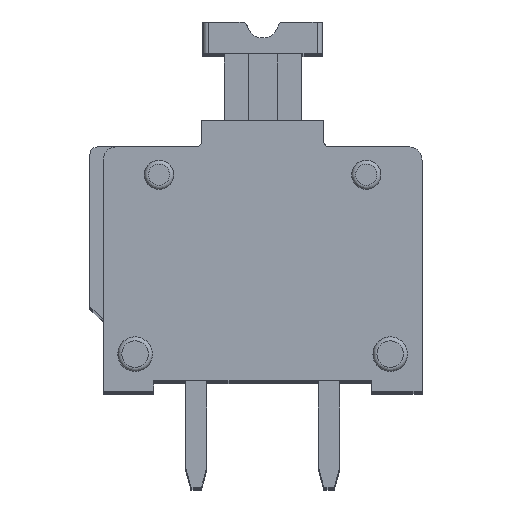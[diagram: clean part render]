
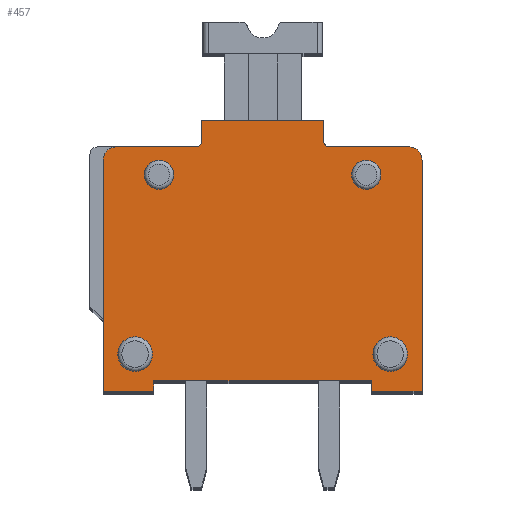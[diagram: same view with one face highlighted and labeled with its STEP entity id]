
A CAD part, top view. The second image highlights one B-rep face of the part: STEP entity #457.
In plain terms, the highlighted planar face has unit normal (0, 0, 1).
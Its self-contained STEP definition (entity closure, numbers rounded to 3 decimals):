
#457 = ADVANCED_FACE( '', ( #881, #882, #883, #884, #885 ), #886, .T. );
#881 = FACE_OUTER_BOUND( '', #1355, .T. );
#882 = FACE_BOUND( '', #1356, .T. );
#883 = FACE_BOUND( '', #1357, .T. );
#884 = FACE_BOUND( '', #1358, .T. );
#885 = FACE_BOUND( '', #1359, .T. );
#886 = PLANE( '', #1360 );
#1355 = EDGE_LOOP( '', ( #2053, #2054, #2055, #2056, #2057, #2058, #2059, #2060, #2061, #2062, #2063, #2064, #2065, #2066, #2067, #2068 ) );
#1356 = EDGE_LOOP( '', ( #2069 ) );
#1357 = EDGE_LOOP( '', ( #2070 ) );
#1358 = EDGE_LOOP( '', ( #2071 ) );
#1359 = EDGE_LOOP( '', ( #2072 ) );
#1360 = AXIS2_PLACEMENT_3D( '', #2073, #2074, #2075 );
#2053 = ORIENTED_EDGE( '', *, *, #3137, .T. );
#2054 = ORIENTED_EDGE( '', *, *, #3138, .T. );
#2055 = ORIENTED_EDGE( '', *, *, #3139, .F. );
#2056 = ORIENTED_EDGE( '', *, *, #3140, .F. );
#2057 = ORIENTED_EDGE( '', *, *, #3141, .F. );
#2058 = ORIENTED_EDGE( '', *, *, #3099, .T. );
#2059 = ORIENTED_EDGE( '', *, *, #3142, .F. );
#2060 = ORIENTED_EDGE( '', *, *, #3143, .F. );
#2061 = ORIENTED_EDGE( '', *, *, #2969, .T. );
#2062 = ORIENTED_EDGE( '', *, *, #3144, .T. );
#2063 = ORIENTED_EDGE( '', *, *, #3145, .T. );
#2064 = ORIENTED_EDGE( '', *, *, #3061, .T. );
#2065 = ORIENTED_EDGE( '', *, *, #3006, .T. );
#2066 = ORIENTED_EDGE( '', *, *, #2942, .F. );
#2067 = ORIENTED_EDGE( '', *, *, #3146, .T. );
#2068 = ORIENTED_EDGE( '', *, *, #3147, .F. );
#2069 = ORIENTED_EDGE( '', *, *, #3148, .F. );
#2070 = ORIENTED_EDGE( '', *, *, #3149, .F. );
#2071 = ORIENTED_EDGE( '', *, *, #3102, .F. );
#2072 = ORIENTED_EDGE( '', *, *, #3045, .F. );
#2073 = CARTESIAN_POINT( '', ( 5.954, 7.756, 3. ) );
#2074 = DIRECTION( '', ( 0., 0., 1. ) );
#2075 = DIRECTION( '', ( 1., 0., 0. ) );
#2942 = EDGE_CURVE( '', #3440, #3442, #3443, .T. );
#2969 = EDGE_CURVE( '', #3481, #3486, #3488, .T. );
#3006 = EDGE_CURVE( '', #3548, #3442, #3551, .T. );
#3045 = EDGE_CURVE( '', #3618, #3618, #3619, .T. );
#3061 = EDGE_CURVE( '', #3643, #3548, #3647, .T. );
#3099 = EDGE_CURVE( '', #3704, #3709, #3711, .T. );
#3102 = EDGE_CURVE( '', #3715, #3715, #3716, .T. );
#3137 = EDGE_CURVE( '', #3770, #3771, #3772, .T. );
#3138 = EDGE_CURVE( '', #3771, #3773, #3774, .T. );
#3139 = EDGE_CURVE( '', #3775, #3773, #3776, .T. );
#3140 = EDGE_CURVE( '', #3777, #3775, #3778, .T. );
#3141 = EDGE_CURVE( '', #3704, #3777, #3779, .T. );
#3142 = EDGE_CURVE( '', #3780, #3709, #3781, .T. );
#3143 = EDGE_CURVE( '', #3481, #3780, #3782, .T. );
#3144 = EDGE_CURVE( '', #3486, #3783, #3784, .T. );
#3145 = EDGE_CURVE( '', #3783, #3643, #3785, .T. );
#3146 = EDGE_CURVE( '', #3440, #3786, #3787, .T. );
#3147 = EDGE_CURVE( '', #3770, #3786, #3788, .T. );
#3148 = EDGE_CURVE( '', #3789, #3789, #3790, .T. );
#3149 = EDGE_CURVE( '', #3791, #3791, #3792, .T. );
#3440 = VERTEX_POINT( '', #4162 );
#3442 = VERTEX_POINT( '', #4165 );
#3443 = CIRCLE( '', #4166, 0.2 );
#3481 = VERTEX_POINT( '', #4219 );
#3486 = VERTEX_POINT( '', #4226 );
#3488 = LINE( '', #4229, #4230 );
#3548 = VERTEX_POINT( '', #4316 );
#3551 = LINE( '', #4321, #4322 );
#3618 = VERTEX_POINT( '', #4412 );
#3619 = CIRCLE( '', #4413, 0.55 );
#3643 = VERTEX_POINT( '', #4447 );
#3647 = LINE( '', #4453, #4454 );
#3704 = VERTEX_POINT( '', #4534 );
#3709 = VERTEX_POINT( '', #4541 );
#3711 = LINE( '', #4544, #4545 );
#3715 = VERTEX_POINT( '', #4549 );
#3716 = CIRCLE( '', #4550, 0.65 );
#3770 = VERTEX_POINT( '', #4628 );
#3771 = VERTEX_POINT( '', #4629 );
#3772 = LINE( '', #4630, #4631 );
#3773 = VERTEX_POINT( '', #4632 );
#3774 = LINE( '', #4633, #4634 );
#3775 = VERTEX_POINT( '', #4635 );
#3776 = LINE( '', #4636, #4637 );
#3777 = VERTEX_POINT( '', #4638 );
#3778 = LINE( '', #4639, #4640 );
#3779 = LINE( '', #4641, #4642 );
#3780 = VERTEX_POINT( '', #4643 );
#3781 = LINE( '', #4644, #4645 );
#3782 = CIRCLE( '', #4646, 0.5 );
#3783 = VERTEX_POINT( '', #4647 );
#3784 = CIRCLE( '', #4648, 0.2 );
#3785 = LINE( '', #4649, #4650 );
#3786 = VERTEX_POINT( '', #4651 );
#3787 = LINE( '', #4652, #4653 );
#3788 = CIRCLE( '', #4654, 0.5 );
#3789 = VERTEX_POINT( '', #4655 );
#3790 = CIRCLE( '', #4656, 0.65 );
#3791 = VERTEX_POINT( '', #4657 );
#3792 = CIRCLE( '', #4658, 0.55 );
#4162 = CARTESIAN_POINT( '', ( 3.5, 9.2, 3. ) );
#4165 = CARTESIAN_POINT( '', ( 3.7, 9.4, 3. ) );
#4166 = AXIS2_PLACEMENT_3D( '', #5161, #5162, #5163 );
#4219 = CARTESIAN_POINT( '', ( 11.5, 9.2, 3. ) );
#4226 = CARTESIAN_POINT( '', ( 8.5, 9.2, 3. ) );
#4229 = CARTESIAN_POINT( '', ( 7.771, 9.2, 3. ) );
#4230 = VECTOR( '', #5188, 1000. );
#4316 = CARTESIAN_POINT( '', ( 3.7, 10.2, 3. ) );
#4321 = CARTESIAN_POINT( '', ( 3.7, 7.285, 3. ) );
#4322 = VECTOR( '', #5217, 1000. );
#4412 = CARTESIAN_POINT( '', ( 10.45, 8.15, 3. ) );
#4413 = AXIS2_PLACEMENT_3D( '', #5259, #5260, #5261 );
#4447 = CARTESIAN_POINT( '', ( 8.3, 10.2, 3. ) );
#4453 = CARTESIAN_POINT( '', ( 7.771, 10.2, 3. ) );
#4454 = VECTOR( '', #5274, 1000. );
#4534 = CARTESIAN_POINT( '', ( 10.1, 0., 3. ) );
#4541 = CARTESIAN_POINT( '', ( 12., 0., 3. ) );
#4544 = CARTESIAN_POINT( '', ( 7.771, 0., 3. ) );
#4545 = VECTOR( '', #5316, 1000. );
#4549 = CARTESIAN_POINT( '', ( 1.85, 1.4, 3. ) );
#4550 = AXIS2_PLACEMENT_3D( '', #5320, #5321, #5322 );
#4628 = CARTESIAN_POINT( '', ( 0., 8.7, 3. ) );
#4629 = CARTESIAN_POINT( '', ( 0., 0., 3. ) );
#4630 = CARTESIAN_POINT( '', ( 0., 7.285, 3. ) );
#4631 = VECTOR( '', #5350, 1000. );
#4632 = CARTESIAN_POINT( '', ( 1.9, 0., 3. ) );
#4633 = CARTESIAN_POINT( '', ( 7.771, 0., 3. ) );
#4634 = VECTOR( '', #5351, 1000. );
#4635 = CARTESIAN_POINT( '', ( 1.9, 0.4, 3. ) );
#4636 = CARTESIAN_POINT( '', ( 1.9, 7.285, 3. ) );
#4637 = VECTOR( '', #5352, 1000. );
#4638 = CARTESIAN_POINT( '', ( 10.1, 0.4, 3. ) );
#4639 = CARTESIAN_POINT( '', ( 7.771, 0.4, 3. ) );
#4640 = VECTOR( '', #5353, 1000. );
#4641 = CARTESIAN_POINT( '', ( 10.1, 7.285, 3. ) );
#4642 = VECTOR( '', #5354, 1000. );
#4643 = CARTESIAN_POINT( '', ( 12., 8.7, 3. ) );
#4644 = CARTESIAN_POINT( '', ( 12., 7.285, 3. ) );
#4645 = VECTOR( '', #5355, 1000. );
#4646 = AXIS2_PLACEMENT_3D( '', #5356, #5357, #5358 );
#4647 = CARTESIAN_POINT( '', ( 8.3, 9.4, 3. ) );
#4648 = AXIS2_PLACEMENT_3D( '', #5359, #5360, #5361 );
#4649 = CARTESIAN_POINT( '', ( 8.3, 7.285, 3. ) );
#4650 = VECTOR( '', #5362, 1000. );
#4651 = CARTESIAN_POINT( '', ( 0.5, 9.2, 3. ) );
#4652 = CARTESIAN_POINT( '', ( 7.771, 9.2, 3. ) );
#4653 = VECTOR( '', #5363, 1000. );
#4654 = AXIS2_PLACEMENT_3D( '', #5364, #5365, #5366 );
#4655 = CARTESIAN_POINT( '', ( 11.45, 1.4, 3. ) );
#4656 = AXIS2_PLACEMENT_3D( '', #5367, #5368, #5369 );
#4657 = CARTESIAN_POINT( '', ( 2.65, 8.15, 3. ) );
#4658 = AXIS2_PLACEMENT_3D( '', #5370, #5371, #5372 );
#5161 = CARTESIAN_POINT( '', ( 3.5, 9.4, 3. ) );
#5162 = DIRECTION( '', ( 0., 0., 1. ) );
#5163 = DIRECTION( '', ( 1., 0., 0. ) );
#5188 = DIRECTION( '', ( -1., 0., 0. ) );
#5217 = DIRECTION( '', ( 0., -1., 0. ) );
#5259 = CARTESIAN_POINT( '', ( 9.9, 8.15, 3. ) );
#5260 = DIRECTION( '', ( 0., 0., 1. ) );
#5261 = DIRECTION( '', ( 1., 0., 0. ) );
#5274 = DIRECTION( '', ( -1., 0., 0. ) );
#5316 = DIRECTION( '', ( 1., 0., 0. ) );
#5320 = CARTESIAN_POINT( '', ( 1.2, 1.4, 3. ) );
#5321 = DIRECTION( '', ( 0., 0., 1. ) );
#5322 = DIRECTION( '', ( 1., 0., 0. ) );
#5350 = DIRECTION( '', ( 0., -1., 0. ) );
#5351 = DIRECTION( '', ( 1., 0., 0. ) );
#5352 = DIRECTION( '', ( 0., -1., 0. ) );
#5353 = DIRECTION( '', ( -1., 0., 0. ) );
#5354 = DIRECTION( '', ( 0., 1., 0. ) );
#5355 = DIRECTION( '', ( 0., -1., 0. ) );
#5356 = CARTESIAN_POINT( '', ( 11.5, 8.7, 3. ) );
#5357 = DIRECTION( '', ( 0., 0., -1. ) );
#5358 = DIRECTION( '', ( -1., 0., 0. ) );
#5359 = CARTESIAN_POINT( '', ( 8.5, 9.4, 3. ) );
#5360 = DIRECTION( '', ( 0., 0., -1. ) );
#5361 = DIRECTION( '', ( -1., 0., 0. ) );
#5362 = DIRECTION( '', ( 0., 1., 0. ) );
#5363 = DIRECTION( '', ( -1., 0., 0. ) );
#5364 = CARTESIAN_POINT( '', ( 0.5, 8.7, 3. ) );
#5365 = DIRECTION( '', ( 0., 0., -1. ) );
#5366 = DIRECTION( '', ( -1., 0., 0. ) );
#5367 = CARTESIAN_POINT( '', ( 10.8, 1.4, 3. ) );
#5368 = DIRECTION( '', ( 0., 0., 1. ) );
#5369 = DIRECTION( '', ( 1., 0., 0. ) );
#5370 = CARTESIAN_POINT( '', ( 2.1, 8.15, 3. ) );
#5371 = DIRECTION( '', ( 0., 0., 1. ) );
#5372 = DIRECTION( '', ( 1., 0., 0. ) );
